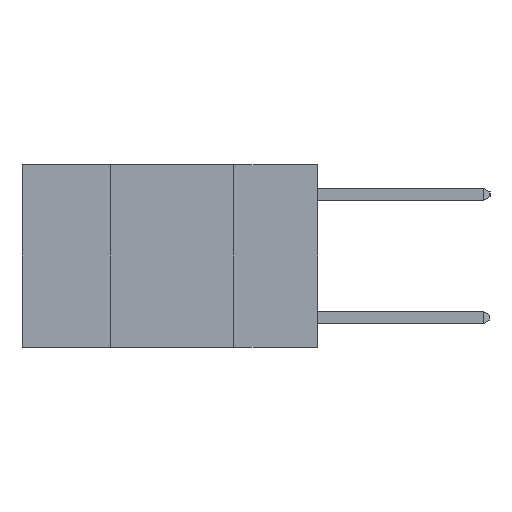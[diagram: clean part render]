
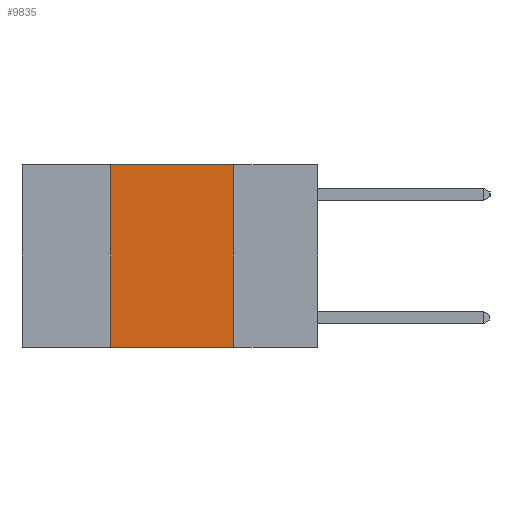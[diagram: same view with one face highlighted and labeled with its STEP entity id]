
A CAD part, left-side view. The second image highlights one B-rep face of the part: STEP entity #9835.
In plain terms, the highlighted planar face has unit normal (-1, 0, 0).
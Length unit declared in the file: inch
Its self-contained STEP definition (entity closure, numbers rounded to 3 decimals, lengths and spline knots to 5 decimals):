
#349 = VECTOR ( 'NONE', #8389, 39.37008 ) ;
#1273 = ORIENTED_EDGE ( 'NONE', *, *, #8187, .F. ) ;
#1320 = VERTEX_POINT ( 'NONE', #10028 ) ;
#1352 = VECTOR ( 'NONE', #10982, 39.37008 ) ;
#1600 = ORIENTED_EDGE ( 'NONE', *, *, #7149, .T. ) ;
#1948 = VERTEX_POINT ( 'NONE', #4220 ) ;
#1967 = PLANE ( 'NONE',  #10891 ) ;
#2991 = LINE ( 'NONE', #8262, #349 ) ;
#3930 = VERTEX_POINT ( 'NONE', #6024 ) ;
#3935 = CARTESIAN_POINT ( 'NONE',  ( 0., 0.6, 0. ) ) ;
#3996 = FACE_OUTER_BOUND ( 'NONE', #10271, .T. ) ;
#4220 = CARTESIAN_POINT ( 'NONE',  ( 0., 0.17, -0.37 ) ) ;
#4221 = EDGE_CURVE ( 'NONE', #8464, #1320, #2991, .T. ) ;
#4902 = DIRECTION ( 'NONE',  ( 0., 0., -1. ) ) ;
#5186 = CARTESIAN_POINT ( 'NONE',  ( 0., 0.17, 0. ) ) ;
#5218 = VECTOR ( 'NONE', #7101, 39.37008 ) ;
#5846 = ORIENTED_EDGE ( 'NONE', *, *, #10036, .F. ) ;
#6024 = CARTESIAN_POINT ( 'NONE',  ( 0., 0.42, -0.37 ) ) ;
#6382 = VECTOR ( 'NONE', #9073, 39.37008 ) ;
#6533 = LINE ( 'NONE', #7204, #1352 ) ;
#6678 = CARTESIAN_POINT ( 'NONE',  ( 0., 0.42, 0. ) ) ;
#7101 = DIRECTION ( 'NONE',  ( 0., -1., 0. ) ) ;
#7149 = EDGE_CURVE ( 'NONE', #3930, #1948, #8426, .T. ) ;
#7204 = CARTESIAN_POINT ( 'NONE',  ( 0., 0.42, 0. ) ) ;
#8187 = EDGE_CURVE ( 'NONE', #3930, #8464, #6533, .T. ) ;
#8262 = CARTESIAN_POINT ( 'NONE',  ( 0., 0.6, 0. ) ) ;
#8389 = DIRECTION ( 'NONE',  ( 0., -1., 0. ) ) ;
#8426 = LINE ( 'NONE', #11761, #5218 ) ;
#8464 = VERTEX_POINT ( 'NONE', #6678 ) ;
#8957 = LINE ( 'NONE', #5186, #6382 ) ;
#9073 = DIRECTION ( 'NONE',  ( 0., 0., -1. ) ) ;
#9835 = ADVANCED_FACE ( 'NONE', ( #3996 ), #1967, .F. ) ;
#10028 = CARTESIAN_POINT ( 'NONE',  ( 0., 0.17, 0. ) ) ;
#10036 = EDGE_CURVE ( 'NONE', #1320, #1948, #8957, .T. ) ;
#10271 = EDGE_LOOP ( 'NONE', ( #5846, #11177, #1273, #1600 ) ) ;
#10607 = DIRECTION ( 'NONE',  ( 1., 0., 0. ) ) ;
#10891 = AXIS2_PLACEMENT_3D ( 'NONE', #3935, #10607, #4902 ) ;
#10982 = DIRECTION ( 'NONE',  ( 0., 0., 1. ) ) ;
#11177 = ORIENTED_EDGE ( 'NONE', *, *, #4221, .F. ) ;
#11761 = CARTESIAN_POINT ( 'NONE',  ( 0., 0.6, -0.37 ) ) ;
